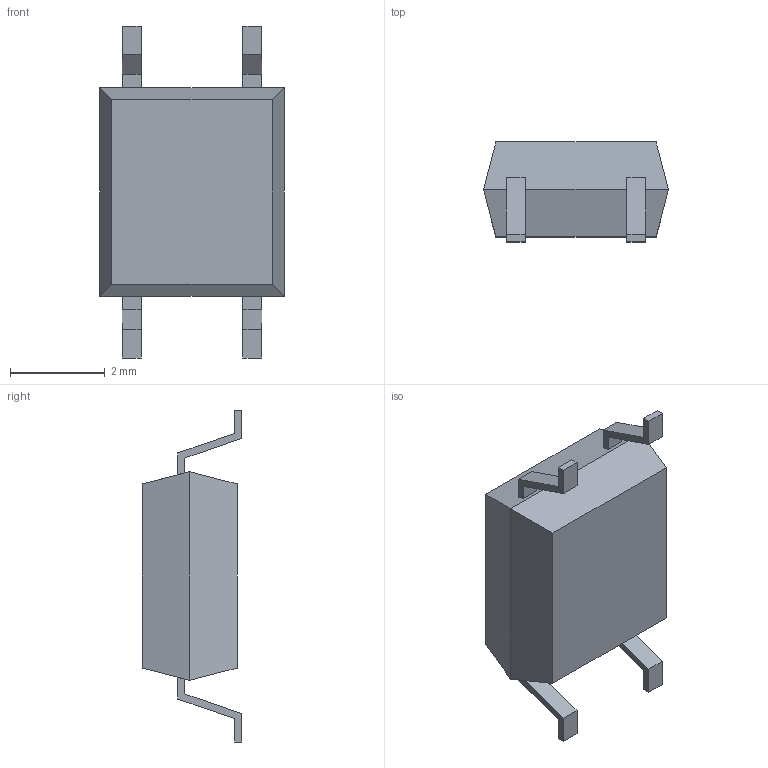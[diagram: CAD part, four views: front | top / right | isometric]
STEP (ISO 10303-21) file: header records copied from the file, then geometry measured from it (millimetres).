
FILE_DESCRIPTION (( 'STEP AP214' ), '1' );
FILE_NAME ('G3VM_61GR2.step', '2015-09-28T02:24:33', ( 'OSMC1.0 ' ), ( ' ' ), 'SwSTEP 2.0', 'SolidWorks 2002025', '' );
FILE_SCHEMA (( 'AUTOMOTIVE_DESIGN' ));
Length unit declared in the file: millimetre
Products named in the file (1): G3VM_61GR2
Bounding box: 3.9 x 2.1 x 7 mm (x, y, z)
Volume: 30.7 mm3; surface area: 68.3 mm2
Topology: 1 solids, 1 shells, 49 faces, 122 edges, 80 vertices
Faces by surface type: plane 47, cylinder 2
Entity records: 1594 total; most frequent: CARTESIAN_POINT 252, ORIENTED_EDGE 244, DIRECTION 226, EDGE_CURVE 122, LINE 118, VECTOR 118, VERTEX_POINT 80, AXIS2_PLACEMENT_3D 54
